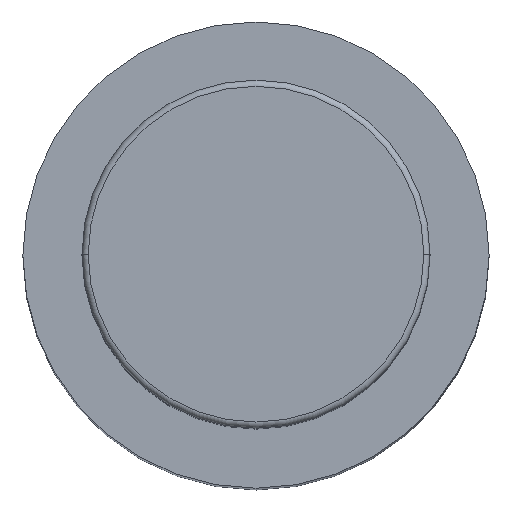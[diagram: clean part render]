
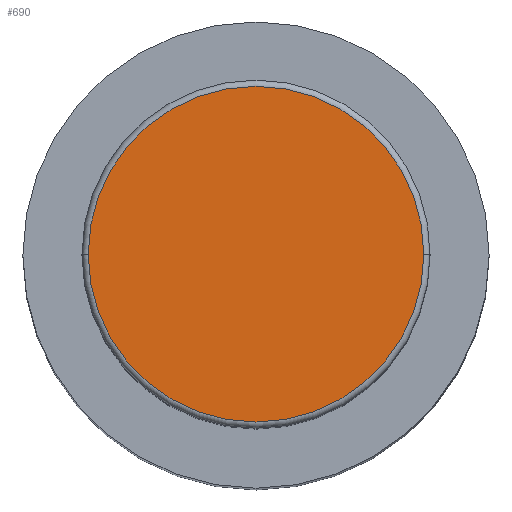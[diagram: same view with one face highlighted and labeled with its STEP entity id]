
A CAD part, top view. The second image highlights one B-rep face of the part: STEP entity #690.
In plain terms, the highlighted planar face has unit normal (0, 0, 1).
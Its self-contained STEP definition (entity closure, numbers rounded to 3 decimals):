
#282 = ORIENTED_EDGE ( 'NONE', *, *, #592, .T. ) ;
#321 = FACE_OUTER_BOUND ( 'NONE', #919, .T. ) ;
#330 = PLANE ( 'NONE',  #771 ) ;
#353 = EDGE_CURVE ( 'NONE', #588, #605, #747, .T. ) ;
#377 = DIRECTION ( 'NONE',  ( 0., 0., 1. ) ) ;
#431 = CARTESIAN_POINT ( 'NONE',  ( 0., 0., 250. ) ) ;
#543 = DIRECTION ( 'NONE',  ( 1., 0., 0. ) ) ;
#551 = DIRECTION ( 'NONE',  ( 0., 0., 1. ) ) ;
#588 = VERTEX_POINT ( 'NONE', #711 ) ;
#592 = EDGE_CURVE ( 'NONE', #605, #588, #971, .T. ) ;
#605 = VERTEX_POINT ( 'NONE', #981 ) ;
#690 = ADVANCED_FACE ( 'NONE', ( #321 ), #330, .T. ) ;
#711 = CARTESIAN_POINT ( 'NONE',  ( -27., 0., 250. ) ) ;
#747 = CIRCLE ( 'NONE', #869, 27. ) ;
#771 = AXIS2_PLACEMENT_3D ( 'NONE', #1078, #551, #1182 ) ;
#869 = AXIS2_PLACEMENT_3D ( 'NONE', #938, #377, #1024 ) ;
#919 = EDGE_LOOP ( 'NONE', ( #282, #1175 ) ) ;
#938 = CARTESIAN_POINT ( 'NONE',  ( 0., 0., 250. ) ) ;
#971 = CIRCLE ( 'NONE', #1137, 27. ) ;
#981 = CARTESIAN_POINT ( 'NONE',  ( 27., 0., 250. ) ) ;
#1024 = DIRECTION ( 'NONE',  ( 1., 0., 0. ) ) ;
#1067 = DIRECTION ( 'NONE',  ( 0., 0., 1. ) ) ;
#1078 = CARTESIAN_POINT ( 'NONE',  ( 0., 0., 250. ) ) ;
#1137 = AXIS2_PLACEMENT_3D ( 'NONE', #431, #1067, #543 ) ;
#1175 = ORIENTED_EDGE ( 'NONE', *, *, #353, .T. ) ;
#1182 = DIRECTION ( 'NONE',  ( 1., 0., 0. ) ) ;
